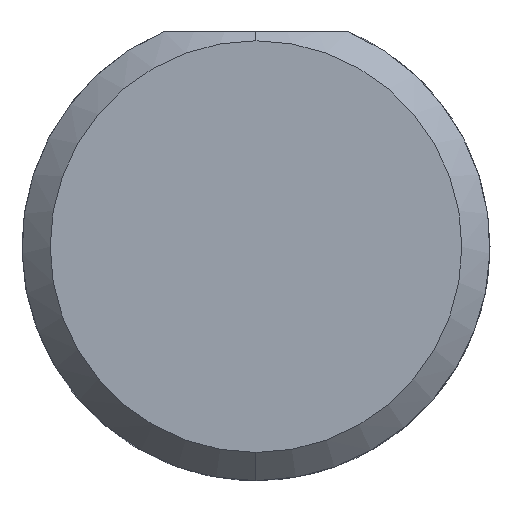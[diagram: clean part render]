
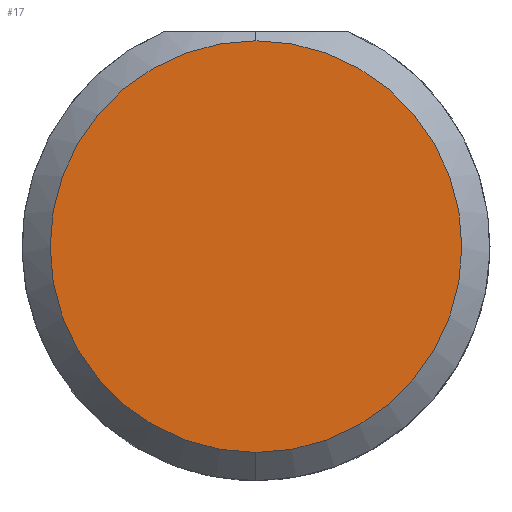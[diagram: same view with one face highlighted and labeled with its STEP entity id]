
A CAD part, left-side view. The second image highlights one B-rep face of the part: STEP entity #17.
In plain terms, the highlighted planar face has unit normal (-1, 0, 0).
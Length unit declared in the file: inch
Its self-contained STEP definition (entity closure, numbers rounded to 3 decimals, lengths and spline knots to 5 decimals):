
#17 = ADVANCED_FACE ( 'NONE', ( #567 ), #587, .F. ) ;
#18 = AXIS2_PLACEMENT_3D ( 'NONE', #127, #257, #447 ) ;
#19 = ORIENTED_EDGE ( 'NONE', *, *, #458, .T. ) ;
#29 = EDGE_CURVE ( 'NONE', #538, #228, #197, .T. ) ;
#75 = CARTESIAN_POINT ( 'NONE',  ( 0., 0., 0.10985 ) ) ;
#112 = AXIS2_PLACEMENT_3D ( 'NONE', #537, #124, #310 ) ;
#124 = DIRECTION ( 'NONE',  ( -1., 0., 0. ) ) ;
#127 = CARTESIAN_POINT ( 'NONE',  ( 0., 0., 0. ) ) ;
#197 = CIRCLE ( 'NONE', #112, 0.10985 ) ;
#211 = ORIENTED_EDGE ( 'NONE', *, *, #29, .T. ) ;
#225 = DIRECTION ( 'NONE',  ( -1., 0., 0. ) ) ;
#228 = VERTEX_POINT ( 'NONE', #75 ) ;
#257 = DIRECTION ( 'NONE',  ( 1., 0., 0. ) ) ;
#276 = DIRECTION ( 'NONE',  ( 0., 0., 1. ) ) ;
#281 = CIRCLE ( 'NONE', #419, 0.10985 ) ;
#310 = DIRECTION ( 'NONE',  ( 0., 0., 1. ) ) ;
#326 = CARTESIAN_POINT ( 'NONE',  ( 0., 0., -0.10985 ) ) ;
#419 = AXIS2_PLACEMENT_3D ( 'NONE', #497, #225, #276 ) ;
#447 = DIRECTION ( 'NONE',  ( 0., 0., -1. ) ) ;
#458 = EDGE_CURVE ( 'NONE', #228, #538, #281, .T. ) ;
#497 = CARTESIAN_POINT ( 'NONE',  ( 0., 0., 0. ) ) ;
#526 = EDGE_LOOP ( 'NONE', ( #211, #19 ) ) ;
#537 = CARTESIAN_POINT ( 'NONE',  ( 0., 0., 0. ) ) ;
#538 = VERTEX_POINT ( 'NONE', #326 ) ;
#567 = FACE_OUTER_BOUND ( 'NONE', #526, .T. ) ;
#587 = PLANE ( 'NONE',  #18 ) ;
